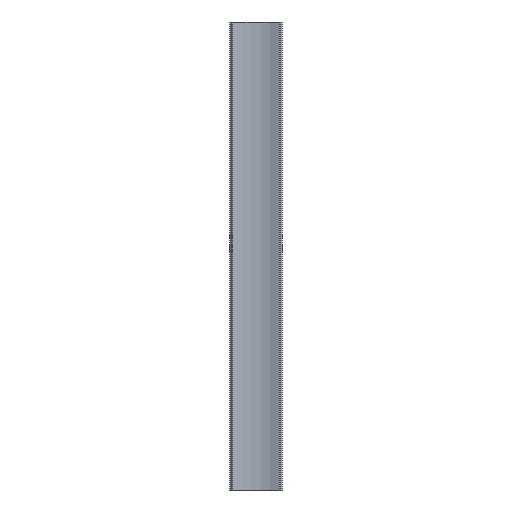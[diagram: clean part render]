
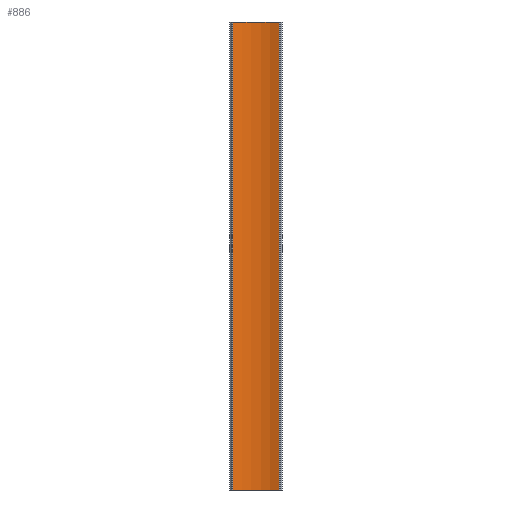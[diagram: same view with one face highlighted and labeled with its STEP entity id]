
A CAD part, front view. The second image highlights one B-rep face of the part: STEP entity #886.
In plain terms, the highlighted cylindrical face has radius 12 mm (diameter 24 mm), a partial arc.
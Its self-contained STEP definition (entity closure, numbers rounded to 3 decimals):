
#68=FACE_OUTER_BOUND($,#114,.T.);
#114=EDGE_LOOP($,(#693,#694,#695,#696));
#190=LINE($,#1452,#278);
#191=LINE($,#1458,#279);
#278=VECTOR($,#1181,100.);
#279=VECTOR($,#1188,100.);
#337=CIRCLE($,#968,12.);
#338=CIRCLE($,#969,12.);
#411=VERTEX_POINT($,#1449);
#412=VERTEX_POINT($,#1451);
#413=VERTEX_POINT($,#1455);
#414=VERTEX_POINT($,#1457);
#529=EDGE_CURVE($,#412,#411,#190,.T.);
#531=EDGE_CURVE($,#411,#413,#337,.T.);
#532=EDGE_CURVE($,#414,#413,#191,.T.);
#533=EDGE_CURVE($,#412,#414,#338,.T.);
#693=ORIENTED_EDGE($,*,*,#531,.T.);
#694=ORIENTED_EDGE($,*,*,#532,.F.);
#695=ORIENTED_EDGE($,*,*,#533,.F.);
#696=ORIENTED_EDGE($,*,*,#529,.T.);
#849=CYLINDRICAL_SURFACE($,#967,12.);
#886=ADVANCED_FACE($,(#68),#849,.F.);
#967=AXIS2_PLACEMENT_3D($,#1454,#1184,#1185);
#968=AXIS2_PLACEMENT_3D($,#1456,#1186,#1187);
#969=AXIS2_PLACEMENT_3D($,#1459,#1189,#1190);
#1181=DIRECTION($,(0.,0.,1.));
#1184=DIRECTION('center_axis',(0.,0.,1.));
#1185=DIRECTION('ref_axis',(0.413,0.911,0.));
#1186=DIRECTION('center_axis',(0.,0.,1.));
#1187=DIRECTION('ref_axis',(0.413,0.911,0.));
#1188=DIRECTION($,(0.,0.,1.));
#1189=DIRECTION('center_axis',(0.,0.,1.));
#1190=DIRECTION('ref_axis',(0.413,0.911,0.));
#1449=CARTESIAN_POINT('',(4.959,0.065,100.));
#1451=CARTESIAN_POINT('',(4.959,0.065,0.));
#1452=CARTESIAN_POINT($,(4.959,0.065,0.));
#1454=CARTESIAN_POINT('Origin',(0.,-10.862,0.));
#1455=CARTESIAN_POINT('',(-4.959,0.065,100.));
#1456=CARTESIAN_POINT('Origin',(0.,-10.862,100.));
#1457=CARTESIAN_POINT('',(-4.959,0.065,0.));
#1458=CARTESIAN_POINT($,(-4.959,0.065,0.));
#1459=CARTESIAN_POINT('Origin',(0.,-10.862,0.));
